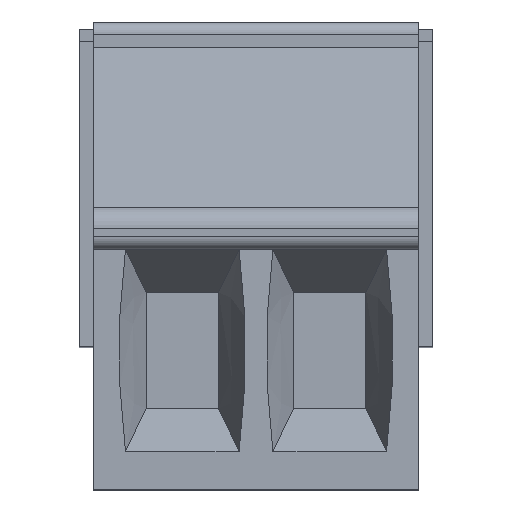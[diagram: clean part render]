
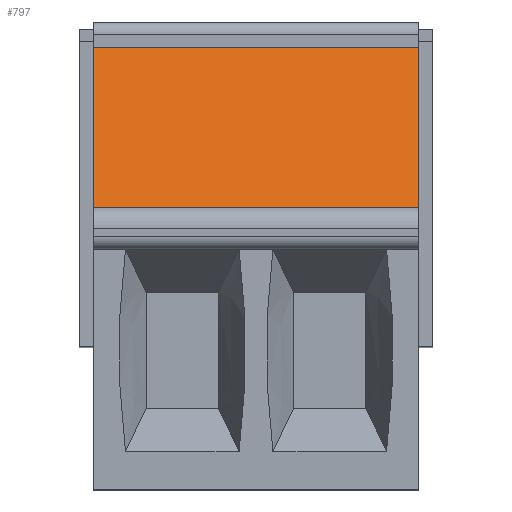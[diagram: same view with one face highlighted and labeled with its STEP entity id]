
A CAD part, top view. The second image highlights one B-rep face of the part: STEP entity #797.
In plain terms, the highlighted planar face has unit normal (0, 0.255, 0.967).
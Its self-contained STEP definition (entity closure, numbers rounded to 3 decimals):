
#184 = VERTEX_POINT('',#185);
#185 = CARTESIAN_POINT('',(-2.1,4.1,16.5));
#191 = EDGE_CURVE('',#192,#184,#194,.T.);
#192 = VERTEX_POINT('',#193);
#193 = CARTESIAN_POINT('',(-2.1,0.3,17.5));
#194 = LINE('',#195,#196);
#195 = CARTESIAN_POINT('',(-2.1,0.3,17.5));
#196 = VECTOR('',#197,1.);
#197 = DIRECTION('',(0.,0.967,-0.254));
#333 = VERTEX_POINT('',#334);
#334 = CARTESIAN_POINT('',(5.6,4.1,16.5));
#340 = EDGE_CURVE('',#341,#333,#343,.T.);
#341 = VERTEX_POINT('',#342);
#342 = CARTESIAN_POINT('',(5.6,0.3,17.5));
#343 = LINE('',#344,#345);
#344 = CARTESIAN_POINT('',(5.6,0.3,17.5));
#345 = VECTOR('',#346,1.);
#346 = DIRECTION('',(0.,0.967,-0.254));
#753 = EDGE_CURVE('',#184,#333,#754,.T.);
#754 = LINE('',#755,#756);
#755 = CARTESIAN_POINT('',(-2.1,4.1,16.5));
#756 = VECTOR('',#757,1.);
#757 = DIRECTION('',(1.,0.,0.));
#797 = ADVANCED_FACE('',(#798),#809,.T.);
#798 = FACE_BOUND('',#799,.T.);
#799 = EDGE_LOOP('',(#800,#806,#807,#808));
#800 = ORIENTED_EDGE('',*,*,#801,.T.);
#801 = EDGE_CURVE('',#192,#341,#802,.T.);
#802 = LINE('',#803,#804);
#803 = CARTESIAN_POINT('',(-2.1,0.3,17.5));
#804 = VECTOR('',#805,1.);
#805 = DIRECTION('',(1.,0.,0.));
#806 = ORIENTED_EDGE('',*,*,#340,.T.);
#807 = ORIENTED_EDGE('',*,*,#753,.F.);
#808 = ORIENTED_EDGE('',*,*,#191,.F.);
#809 = PLANE('',#810);
#810 = AXIS2_PLACEMENT_3D('',#811,#812,#813);
#811 = CARTESIAN_POINT('',(-2.1,0.3,17.5));
#812 = DIRECTION('',(0.,0.254,0.967));
#813 = DIRECTION('',(0.,0.967,-0.254));
